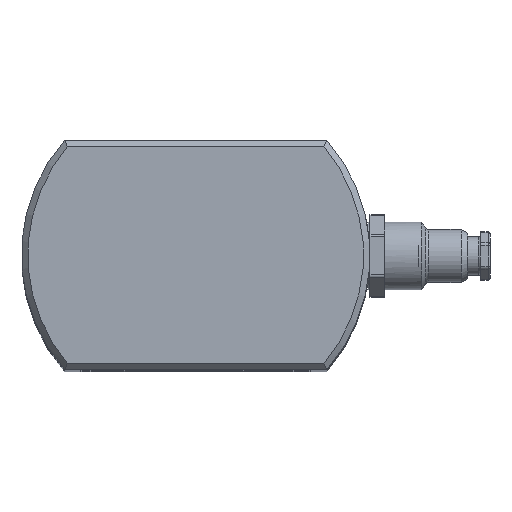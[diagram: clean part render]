
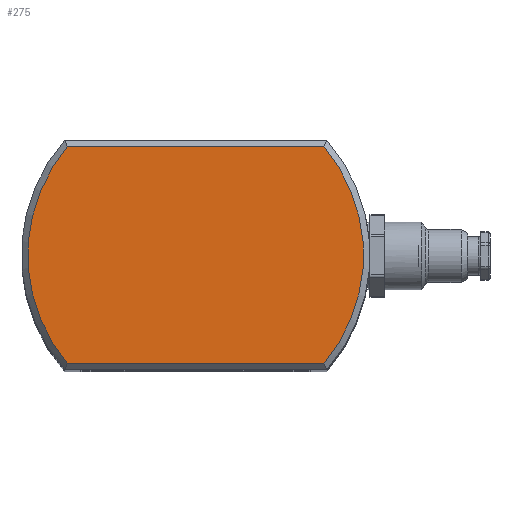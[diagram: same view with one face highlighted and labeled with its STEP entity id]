
A CAD part, top view. The second image highlights one B-rep face of the part: STEP entity #275.
In plain terms, the highlighted face is planar.
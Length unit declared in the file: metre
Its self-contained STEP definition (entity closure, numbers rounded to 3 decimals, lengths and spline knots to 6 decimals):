
#275=ADVANCED_FACE('0:77',(#621),#622,.T.);
#621=FACE_OUTER_BOUND('',#1049,.T.);
#622=PLANE('',#1050);
#1049=EDGE_LOOP('',(#1737,#1738,#1739,#1740));
#1050=AXIS2_PLACEMENT_3D('',#1741,#1742,#1743);
#1737=ORIENTED_EDGE('',*,*,#2715,.T.);
#1738=ORIENTED_EDGE('',*,*,#2716,.T.);
#1739=ORIENTED_EDGE('',*,*,#2717,.T.);
#1740=ORIENTED_EDGE('',*,*,#2718,.T.);
#1741=CARTESIAN_POINT('',(0.0,0.212357,0.0));
#1742=DIRECTION('',(0.0,1.0,0.0));
#1743=DIRECTION('',(1.0,0.0,-0.0));
#2715=EDGE_CURVE('0:233',#3230,#3231,#3232,.T.);
#2716=EDGE_CURVE('0:236',#3231,#3233,#3234,.T.);
#2717=EDGE_CURVE('0:239',#3233,#3235,#3236,.T.);
#2718=EDGE_CURVE('0:242',#3235,#3230,#3237,.T.);
#3230=VERTEX_POINT('NONE',#3949);
#3231=VERTEX_POINT('NONE',#3950);
#3232=CIRCLE('',#3951,0.0395);
#3233=VERTEX_POINT('NONE',#3952);
#3234=LINE('',#3953,#3954);
#3235=VERTEX_POINT('NONE',#3955);
#3236=CIRCLE('',#3956,0.0395);
#3237=LINE('',#3957,#3958);
#3949=CARTESIAN_POINT('',(0.030166,0.212357,0.0255));
#3950=CARTESIAN_POINT('',(0.030166,0.212357,-0.0255));
#3951=AXIS2_PLACEMENT_3D('',#4718,#4719,#4720);
#3952=CARTESIAN_POINT('',(-0.030166,0.212357,-0.0255));
#3953=CARTESIAN_POINT('',(-0.028831,0.212357,-0.0255));
#3954=VECTOR('',#4721,1.0);
#3955=CARTESIAN_POINT('',(-0.030166,0.212357,0.0255));
#3956=AXIS2_PLACEMENT_3D('',#4722,#4723,#4724);
#3957=CARTESIAN_POINT('',(0.,0.212357,0.0255));
#3958=VECTOR('',#4725,1.0);
#4718=CARTESIAN_POINT('',(0.0,0.212357,0.0));
#4719=DIRECTION('',(0.0,1.0,0.0));
#4720=DIRECTION('',(0.0,0.0,1.0));
#4721=DIRECTION('',(-1.0,0.0,0.));
#4722=CARTESIAN_POINT('',(0.0,0.212357,0.0));
#4723=DIRECTION('',(0.0,1.0,0.0));
#4724=DIRECTION('',(0.0,0.0,1.0));
#4725=DIRECTION('',(1.0,0.0,0.));
